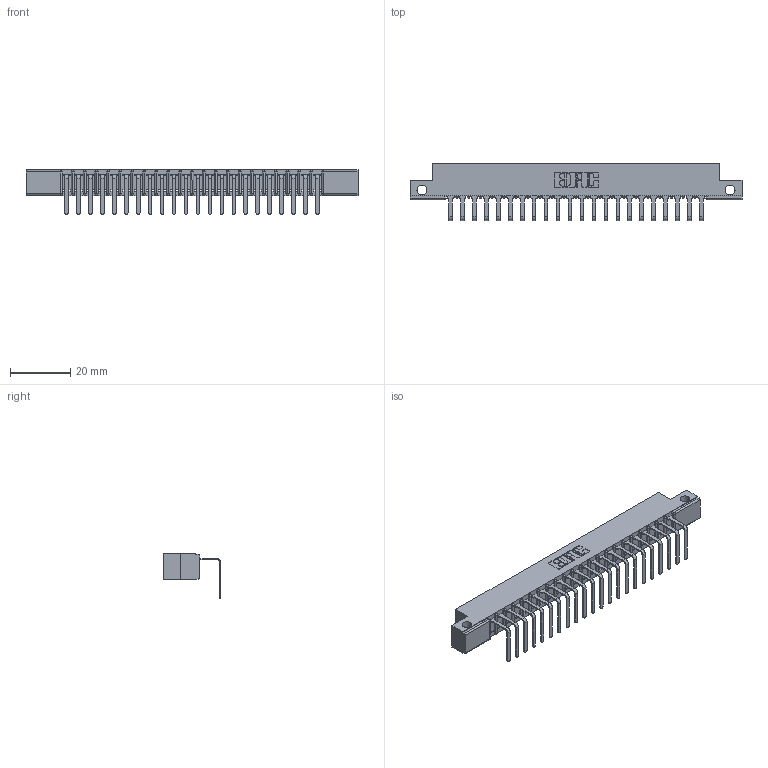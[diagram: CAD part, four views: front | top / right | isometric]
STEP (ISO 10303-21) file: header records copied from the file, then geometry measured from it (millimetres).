
FILE_DESCRIPTION (( 'STEP AP203' ), '1' );
FILE_NAME ('307-022-558-112.STEP', '2019-09-04T13:29:00', ( '' ), ( '' ), 'SwSTEP 2.0', 'SolidWorks 2016', '' );
FILE_SCHEMA (( 'CONFIG_CONTROL_DESIGN' ));
Length unit declared in the file: inch
Products named in the file (3): 307-290-001_558 - 2 (Single); 307 Part_.128 Dia Side Mounting Holes; 307-022-558-112
Assembly tree (23 placements, depth 2):
  307-022-558-112
    307 Part_.128 Dia Side Mounting Holes
    307-290-001_558 - 2 (Single)  x22
Bounding box: 110.19 x 18.96 x 14.81 mm (x, y, z)
Volume: 6980.5 mm3; surface area: 11276.6 mm2
Topology: 23 solids, 23 shells, 1461 faces, 4151 edges, 2674 vertices
Faces by surface type: plane 928, cylinder 487, sphere 46
Entity records: 21432 total; most frequent: CARTESIAN_POINT 3604, ORIENTED_EDGE 3590, DIRECTION 3517, EDGE_CURVE 1795, LINE 1367, VECTOR 1367, VERTEX_POINT 1162, AXIS2_PLACEMENT_3D 1075
